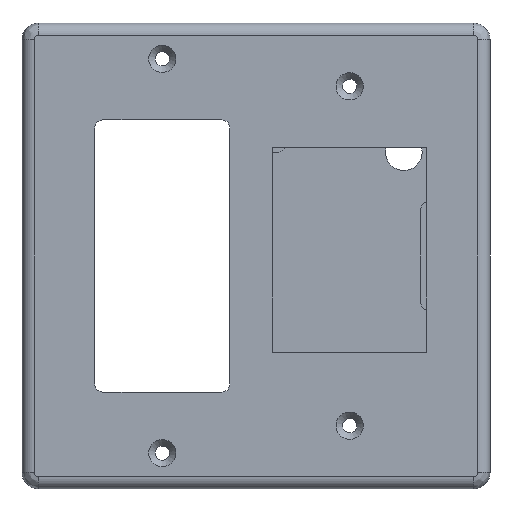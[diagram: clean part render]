
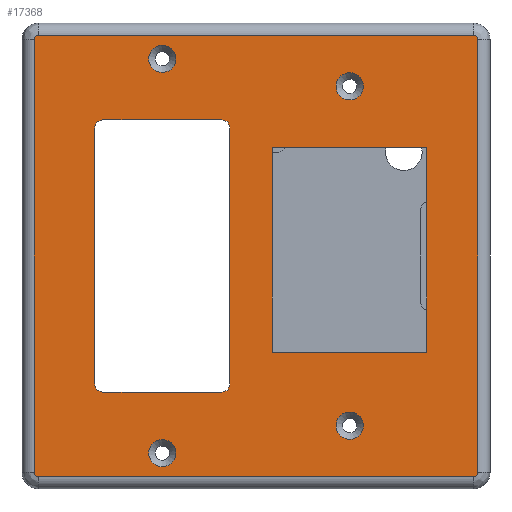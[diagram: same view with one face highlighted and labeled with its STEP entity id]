
A CAD part, front view. The second image highlights one B-rep face of the part: STEP entity #17368.
In plain terms, the highlighted planar face has unit normal (0, -1, 0).
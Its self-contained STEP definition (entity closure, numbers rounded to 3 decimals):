
#106=FACE_BOUND('',#3640,.T.);
#107=FACE_BOUND('',#3641,.T.);
#108=FACE_BOUND('',#3642,.T.);
#109=FACE_BOUND('',#3643,.T.);
#110=FACE_BOUND('',#3644,.T.);
#111=FACE_BOUND('',#3645,.T.);
#1718=CIRCLE('',#17864,3.343);
#1721=CIRCLE('',#17869,3.343);
#1725=CIRCLE('',#17876,3.343);
#1728=CIRCLE('',#17881,3.343);
#1734=CIRCLE('',#17891,1.);
#1740=CIRCLE('',#17898,1.);
#1744=CIRCLE('',#17903,1.);
#1748=CIRCLE('',#17908,1.);
#1751=CIRCLE('',#17917,2.);
#1752=CIRCLE('',#17918,2.);
#1753=CIRCLE('',#17919,2.);
#1754=CIRCLE('',#17920,2.);
#2625=FACE_OUTER_BOUND('',#3639,.T.);
#3639=EDGE_LOOP('',(#15544,#15545,#15546,#15547,#15548,#15549,#15550,#15551));
#3640=EDGE_LOOP('',(#15552));
#3641=EDGE_LOOP('',(#15553));
#3642=EDGE_LOOP('',(#15554));
#3643=EDGE_LOOP('',(#15555));
#3644=EDGE_LOOP('',(#15556,#15557,#15558,#15559));
#3645=EDGE_LOOP('',(#15560,#15561,#15562,#15563,#15564,#15565,#15566,#15567));
#4988=LINE('',#33696,#6448);
#4990=LINE('',#33716,#6450);
#4992=LINE('',#33736,#6452);
#4993=LINE('',#33752,#6453);
#5002=LINE('',#33775,#6462);
#5003=LINE('',#33777,#6463);
#5004=LINE('',#33779,#6464);
#5005=LINE('',#33780,#6465);
#5006=LINE('',#33783,#6466);
#5007=LINE('',#33787,#6467);
#5008=LINE('',#33791,#6468);
#5009=LINE('',#33795,#6469);
#6448=VECTOR('',#20123,10.);
#6450=VECTOR('',#20135,10.);
#6452=VECTOR('',#20147,10.);
#6453=VECTOR('',#20156,10.);
#6462=VECTOR('',#20179,10.);
#6463=VECTOR('',#20180,10.);
#6464=VECTOR('',#20181,10.);
#6465=VECTOR('',#20182,10.);
#6466=VECTOR('',#20183,10.);
#6467=VECTOR('',#20186,10.);
#6468=VECTOR('',#20189,10.);
#6469=VECTOR('',#20192,10.);
#8203=VERTEX_POINT('',#33627);
#8206=VERTEX_POINT('',#33636);
#8210=VERTEX_POINT('',#33648);
#8213=VERTEX_POINT('',#33657);
#8219=VERTEX_POINT('',#33684);
#8220=VERTEX_POINT('',#33686);
#8222=VERTEX_POINT('',#33692);
#8224=VERTEX_POINT('',#33706);
#8226=VERTEX_POINT('',#33712);
#8228=VERTEX_POINT('',#33726);
#8230=VERTEX_POINT('',#33732);
#8232=VERTEX_POINT('',#33746);
#8239=VERTEX_POINT('',#33773);
#8240=VERTEX_POINT('',#33774);
#8241=VERTEX_POINT('',#33776);
#8242=VERTEX_POINT('',#33778);
#8243=VERTEX_POINT('',#33781);
#8244=VERTEX_POINT('',#33782);
#8245=VERTEX_POINT('',#33784);
#8246=VERTEX_POINT('',#33786);
#8247=VERTEX_POINT('',#33788);
#8248=VERTEX_POINT('',#33790);
#8249=VERTEX_POINT('',#33792);
#8250=VERTEX_POINT('',#33794);
#10663=EDGE_CURVE('',#8203,#8203,#1718,.T.);
#10667=EDGE_CURVE('',#8206,#8206,#1721,.T.);
#10671=EDGE_CURVE('',#8210,#8210,#1725,.T.);
#10675=EDGE_CURVE('',#8213,#8213,#1728,.T.);
#10684=EDGE_CURVE('',#8219,#8220,#1734,.T.);
#10689=EDGE_CURVE('',#8220,#8222,#4988,.T.);
#10692=EDGE_CURVE('',#8222,#8224,#1740,.T.);
#10695=EDGE_CURVE('',#8224,#8226,#4990,.T.);
#10698=EDGE_CURVE('',#8226,#8228,#1744,.T.);
#10701=EDGE_CURVE('',#8228,#8230,#4992,.T.);
#10704=EDGE_CURVE('',#8230,#8232,#1748,.T.);
#10705=EDGE_CURVE('',#8232,#8219,#4993,.T.);
#10716=EDGE_CURVE('',#8239,#8240,#5002,.T.);
#10717=EDGE_CURVE('',#8240,#8241,#5003,.T.);
#10718=EDGE_CURVE('',#8241,#8242,#5004,.T.);
#10719=EDGE_CURVE('',#8242,#8239,#5005,.T.);
#10720=EDGE_CURVE('',#8243,#8244,#5006,.T.);
#10721=EDGE_CURVE('',#8245,#8244,#1751,.T.);
#10722=EDGE_CURVE('',#8245,#8246,#5007,.T.);
#10723=EDGE_CURVE('',#8247,#8246,#1752,.T.);
#10724=EDGE_CURVE('',#8247,#8248,#5008,.T.);
#10725=EDGE_CURVE('',#8249,#8248,#1753,.T.);
#10726=EDGE_CURVE('',#8249,#8250,#5009,.T.);
#10727=EDGE_CURVE('',#8243,#8250,#1754,.T.);
#15544=ORIENTED_EDGE('',*,*,#10684,.F.);
#15545=ORIENTED_EDGE('',*,*,#10705,.F.);
#15546=ORIENTED_EDGE('',*,*,#10704,.F.);
#15547=ORIENTED_EDGE('',*,*,#10701,.F.);
#15548=ORIENTED_EDGE('',*,*,#10698,.F.);
#15549=ORIENTED_EDGE('',*,*,#10695,.F.);
#15550=ORIENTED_EDGE('',*,*,#10692,.F.);
#15551=ORIENTED_EDGE('',*,*,#10689,.F.);
#15552=ORIENTED_EDGE('',*,*,#10663,.T.);
#15553=ORIENTED_EDGE('',*,*,#10667,.T.);
#15554=ORIENTED_EDGE('',*,*,#10671,.T.);
#15555=ORIENTED_EDGE('',*,*,#10675,.T.);
#15556=ORIENTED_EDGE('',*,*,#10716,.T.);
#15557=ORIENTED_EDGE('',*,*,#10717,.T.);
#15558=ORIENTED_EDGE('',*,*,#10718,.T.);
#15559=ORIENTED_EDGE('',*,*,#10719,.T.);
#15560=ORIENTED_EDGE('',*,*,#10720,.T.);
#15561=ORIENTED_EDGE('',*,*,#10721,.F.);
#15562=ORIENTED_EDGE('',*,*,#10722,.T.);
#15563=ORIENTED_EDGE('',*,*,#10723,.F.);
#15564=ORIENTED_EDGE('',*,*,#10724,.T.);
#15565=ORIENTED_EDGE('',*,*,#10725,.F.);
#15566=ORIENTED_EDGE('',*,*,#10726,.T.);
#15567=ORIENTED_EDGE('',*,*,#10727,.F.);
#16462=PLANE('',#17916);
#17368=ADVANCED_FACE('',(#2625,#106,#107,#108,#109,#110,#111),#16462,.T.);
#17864=AXIS2_PLACEMENT_3D('',#33629,#20053,#20054);
#17869=AXIS2_PLACEMENT_3D('',#33638,#20064,#20065);
#17876=AXIS2_PLACEMENT_3D('',#33649,#20078,#20079);
#17881=AXIS2_PLACEMENT_3D('',#33658,#20089,#20090);
#17891=AXIS2_PLACEMENT_3D('',#33687,#20112,#20113);
#17898=AXIS2_PLACEMENT_3D('',#33710,#20128,#20129);
#17903=AXIS2_PLACEMENT_3D('',#33730,#20140,#20141);
#17908=AXIS2_PLACEMENT_3D('',#33750,#20152,#20153);
#17916=AXIS2_PLACEMENT_3D('',#33772,#20177,#20178);
#17917=AXIS2_PLACEMENT_3D('',#33785,#20184,#20185);
#17918=AXIS2_PLACEMENT_3D('',#33789,#20187,#20188);
#17919=AXIS2_PLACEMENT_3D('',#33793,#20190,#20191);
#17920=AXIS2_PLACEMENT_3D('',#33796,#20193,#20194);
#20053=DIRECTION('center_axis',(0.,1.,0.));
#20054=DIRECTION('ref_axis',(0.,0.,-1.));
#20064=DIRECTION('center_axis',(0.,1.,0.));
#20065=DIRECTION('ref_axis',(0.,0.,-1.));
#20078=DIRECTION('center_axis',(0.,1.,0.));
#20079=DIRECTION('ref_axis',(0.,0.,1.));
#20089=DIRECTION('center_axis',(0.,1.,0.));
#20090=DIRECTION('ref_axis',(0.,0.,1.));
#20112=DIRECTION('center_axis',(0.,1.,0.));
#20113=DIRECTION('ref_axis',(0.707,0.,0.707));
#20123=DIRECTION('',(0.,0.,-1.));
#20128=DIRECTION('center_axis',(0.,1.,0.));
#20129=DIRECTION('ref_axis',(0.707,0.,-0.707));
#20135=DIRECTION('',(-1.,0.,0.));
#20140=DIRECTION('center_axis',(0.,1.,0.));
#20141=DIRECTION('ref_axis',(-0.707,0.,-0.707));
#20147=DIRECTION('',(0.,0.,1.));
#20152=DIRECTION('center_axis',(0.,1.,0.));
#20153=DIRECTION('ref_axis',(-0.707,0.,0.707));
#20156=DIRECTION('',(1.,0.,0.));
#20177=DIRECTION('center_axis',(0.,-1.,0.));
#20178=DIRECTION('ref_axis',(0.,0.,-1.));
#20179=DIRECTION('',(0.,0.,1.));
#20180=DIRECTION('',(1.,0.,0.));
#20181=DIRECTION('',(0.,0.,-1.));
#20182=DIRECTION('',(-1.,0.,0.));
#20183=DIRECTION('',(-1.,0.,0.));
#20184=DIRECTION('center_axis',(0.,-1.,0.));
#20185=DIRECTION('ref_axis',(-0.707,0.,-0.707));
#20186=DIRECTION('',(0.,0.,1.));
#20187=DIRECTION('center_axis',(0.,-1.,0.));
#20188=DIRECTION('ref_axis',(-0.707,0.,0.707));
#20189=DIRECTION('',(1.,0.,0.));
#20190=DIRECTION('center_axis',(0.,-1.,0.));
#20191=DIRECTION('ref_axis',(0.707,0.,0.707));
#20192=DIRECTION('',(0.,0.,-1.));
#20193=DIRECTION('center_axis',(0.,-1.,0.));
#20194=DIRECTION('ref_axis',(0.707,0.,-0.707));
#33627=CARTESIAN_POINT('',(-23.,-2.1,51.743));
#33629=CARTESIAN_POINT('Origin',(-23.,-2.1,48.4));
#33636=CARTESIAN_POINT('',(-23.,-2.1,-45.057));
#33638=CARTESIAN_POINT('Origin',(-23.,-2.1,-48.4));
#33648=CARTESIAN_POINT('',(23.,-2.1,38.307));
#33649=CARTESIAN_POINT('Origin',(23.,-2.1,41.65));
#33657=CARTESIAN_POINT('',(23.,-2.1,-44.993));
#33658=CARTESIAN_POINT('Origin',(23.,-2.1,-41.65));
#33684=CARTESIAN_POINT('',(53.45,-2.1,54.15));
#33686=CARTESIAN_POINT('',(54.45,-2.1,53.15));
#33687=CARTESIAN_POINT('Origin',(53.45,-2.1,53.15));
#33692=CARTESIAN_POINT('',(54.45,-2.1,-53.15));
#33696=CARTESIAN_POINT('',(54.45,-2.1,-28.575));
#33706=CARTESIAN_POINT('',(53.45,-2.1,-54.15));
#33710=CARTESIAN_POINT('Origin',(53.45,-2.1,-53.15));
#33712=CARTESIAN_POINT('',(-53.45,-2.1,-54.15));
#33716=CARTESIAN_POINT('',(-28.725,-2.1,-54.15));
#33726=CARTESIAN_POINT('',(-54.45,-2.1,-53.15));
#33730=CARTESIAN_POINT('Origin',(-53.45,-2.1,-53.15));
#33732=CARTESIAN_POINT('',(-54.45,-2.1,53.15));
#33736=CARTESIAN_POINT('',(-54.45,-2.1,28.575));
#33746=CARTESIAN_POINT('',(-53.45,-2.1,54.15));
#33750=CARTESIAN_POINT('Origin',(-53.45,-2.1,53.15));
#33752=CARTESIAN_POINT('',(28.725,-2.1,54.15));
#33772=CARTESIAN_POINT('Origin',(0.,-2.1,0.));
#33773=CARTESIAN_POINT('',(3.95,-2.1,-23.6));
#33774=CARTESIAN_POINT('',(3.95,-2.1,26.6));
#33775=CARTESIAN_POINT('',(3.95,-2.1,13.3));
#33776=CARTESIAN_POINT('',(41.95,-2.1,26.6));
#33777=CARTESIAN_POINT('',(20.975,-2.1,26.6));
#33778=CARTESIAN_POINT('',(41.95,-2.1,-23.6));
#33779=CARTESIAN_POINT('',(41.95,-2.1,-11.8));
#33780=CARTESIAN_POINT('',(1.975,-2.1,-23.6));
#33781=CARTESIAN_POINT('',(-8.4,-2.1,-33.4));
#33782=CARTESIAN_POINT('',(-37.6,-2.1,-33.4));
#33783=CARTESIAN_POINT('',(-3.2,-2.1,-33.4));
#33784=CARTESIAN_POINT('',(-39.6,-2.1,-31.4));
#33785=CARTESIAN_POINT('Origin',(-37.6,-2.1,-31.4));
#33786=CARTESIAN_POINT('',(-39.6,-2.1,31.4));
#33787=CARTESIAN_POINT('',(-39.6,-2.1,-16.7));
#33788=CARTESIAN_POINT('',(-37.6,-2.1,33.4));
#33789=CARTESIAN_POINT('Origin',(-37.6,-2.1,31.4));
#33790=CARTESIAN_POINT('',(-8.4,-2.1,33.4));
#33791=CARTESIAN_POINT('',(-19.8,-2.1,33.4));
#33792=CARTESIAN_POINT('',(-6.4,-2.1,31.4));
#33793=CARTESIAN_POINT('Origin',(-8.4,-2.1,31.4));
#33794=CARTESIAN_POINT('',(-6.4,-2.1,-31.4));
#33795=CARTESIAN_POINT('',(-6.4,-2.1,16.7));
#33796=CARTESIAN_POINT('Origin',(-8.4,-2.1,-31.4));
